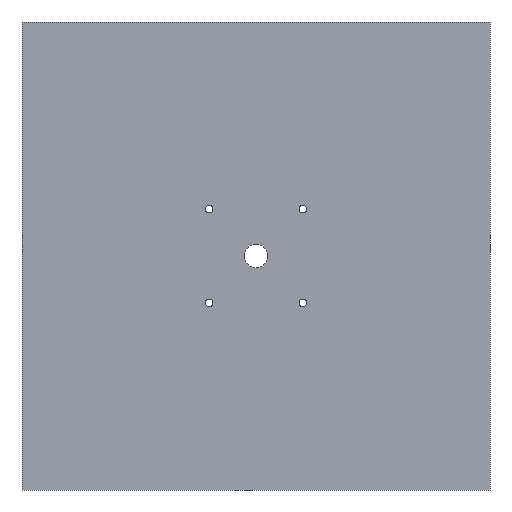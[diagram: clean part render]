
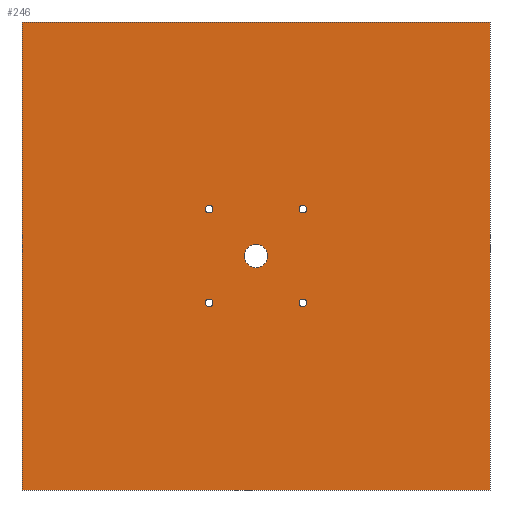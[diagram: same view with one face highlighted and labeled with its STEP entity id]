
A CAD part, front view. The second image highlights one B-rep face of the part: STEP entity #246.
In plain terms, the highlighted planar face has unit normal (0, -1, 0).
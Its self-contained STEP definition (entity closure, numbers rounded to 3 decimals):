
#23=FACE_BOUND('',#67,.T.);
#24=FACE_BOUND('',#68,.T.);
#25=FACE_BOUND('',#69,.T.);
#26=FACE_BOUND('',#70,.T.);
#27=FACE_BOUND('',#71,.T.);
#34=PLANE('',#285);
#47=FACE_OUTER_BOUND('',#66,.T.);
#66=EDGE_LOOP('',(#221,#222,#223,#224));
#67=EDGE_LOOP('',(#225));
#68=EDGE_LOOP('',(#226));
#69=EDGE_LOOP('',(#227));
#70=EDGE_LOOP('',(#228));
#71=EDGE_LOOP('',(#229));
#78=LINE('',#397,#96);
#82=LINE('',#405,#100);
#85=LINE('',#411,#103);
#88=LINE('',#416,#106);
#96=VECTOR('',#334,10.);
#100=VECTOR('',#340,10.);
#103=VECTOR('',#345,10.);
#106=VECTOR('',#350,10.);
#109=CIRCLE('',#263,1.6);
#115=CIRCLE('',#271,1.6);
#116=CIRCLE('',#273,1.6);
#117=CIRCLE('',#275,1.6);
#118=CIRCLE('',#277,5.);
#121=VERTEX_POINT('',#360);
#127=VERTEX_POINT('',#375);
#128=VERTEX_POINT('',#379);
#129=VERTEX_POINT('',#383);
#130=VERTEX_POINT('',#387);
#132=VERTEX_POINT('',#395);
#133=VERTEX_POINT('',#396);
#136=VERTEX_POINT('',#404);
#138=VERTEX_POINT('',#410);
#142=EDGE_CURVE('',#121,#121,#109,.T.);
#149=EDGE_CURVE('',#127,#127,#115,.T.);
#151=EDGE_CURVE('',#128,#128,#116,.T.);
#153=EDGE_CURVE('',#129,#129,#117,.T.);
#155=EDGE_CURVE('',#130,#130,#118,.T.);
#158=EDGE_CURVE('',#132,#133,#78,.T.);
#162=EDGE_CURVE('',#133,#136,#82,.T.);
#165=EDGE_CURVE('',#136,#138,#85,.T.);
#168=EDGE_CURVE('',#138,#132,#88,.T.);
#221=ORIENTED_EDGE('',*,*,#168,.T.);
#222=ORIENTED_EDGE('',*,*,#158,.T.);
#223=ORIENTED_EDGE('',*,*,#162,.T.);
#224=ORIENTED_EDGE('',*,*,#165,.T.);
#225=ORIENTED_EDGE('',*,*,#151,.T.);
#226=ORIENTED_EDGE('',*,*,#142,.T.);
#227=ORIENTED_EDGE('',*,*,#153,.T.);
#228=ORIENTED_EDGE('',*,*,#149,.T.);
#229=ORIENTED_EDGE('',*,*,#155,.T.);
#246=ADVANCED_FACE('',(#47,#23,#24,#25,#26,#27),#34,.F.);
#263=AXIS2_PLACEMENT_3D('',#362,#293,#294);
#271=AXIS2_PLACEMENT_3D('',#377,#310,#311);
#273=AXIS2_PLACEMENT_3D('',#381,#315,#316);
#275=AXIS2_PLACEMENT_3D('',#385,#320,#321);
#277=AXIS2_PLACEMENT_3D('',#389,#325,#326);
#285=AXIS2_PLACEMENT_3D('',#419,#354,#355);
#293=DIRECTION('center_axis',(0.,1.,0.));
#294=DIRECTION('ref_axis',(-1.,0.,0.));
#310=DIRECTION('center_axis',(0.,1.,0.));
#311=DIRECTION('ref_axis',(-1.,0.,0.));
#315=DIRECTION('center_axis',(0.,1.,0.));
#316=DIRECTION('ref_axis',(-1.,0.,0.));
#320=DIRECTION('center_axis',(0.,1.,0.));
#321=DIRECTION('ref_axis',(-1.,0.,0.));
#325=DIRECTION('center_axis',(0.,1.,0.));
#326=DIRECTION('ref_axis',(0.,0.,1.));
#334=DIRECTION('',(0.,0.,-1.));
#340=DIRECTION('',(1.,0.,0.));
#345=DIRECTION('',(0.,0.,1.));
#350=DIRECTION('',(-1.,0.,0.));
#354=DIRECTION('center_axis',(0.,1.,0.));
#355=DIRECTION('ref_axis',(1.,0.,0.));
#360=CARTESIAN_POINT('',(-18.4,0.,-20.));
#362=CARTESIAN_POINT('Origin',(-20.,0.,-20.));
#375=CARTESIAN_POINT('',(-18.4,0.,20.));
#377=CARTESIAN_POINT('Origin',(-20.,0.,20.));
#379=CARTESIAN_POINT('',(21.6,0.,-20.));
#381=CARTESIAN_POINT('Origin',(20.,0.,-20.));
#383=CARTESIAN_POINT('',(21.6,0.,20.));
#385=CARTESIAN_POINT('Origin',(20.,0.,20.));
#387=CARTESIAN_POINT('',(0.,0.,-5.));
#389=CARTESIAN_POINT('Origin',(0.,0.,0.));
#395=CARTESIAN_POINT('',(-100.,0.,100.));
#396=CARTESIAN_POINT('',(-100.,0.,-100.));
#397=CARTESIAN_POINT('',(-100.,0.,100.));
#404=CARTESIAN_POINT('',(100.,0.,-100.));
#405=CARTESIAN_POINT('',(-100.,0.,-100.));
#410=CARTESIAN_POINT('',(100.,0.,100.));
#411=CARTESIAN_POINT('',(100.,0.,-100.));
#416=CARTESIAN_POINT('',(100.,0.,100.));
#419=CARTESIAN_POINT('Origin',(0.,0.,0.));
